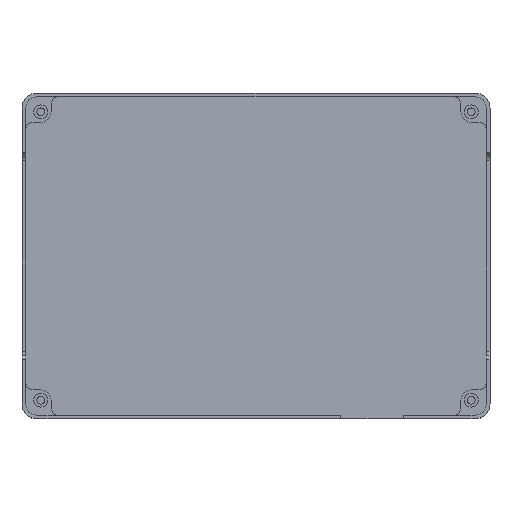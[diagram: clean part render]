
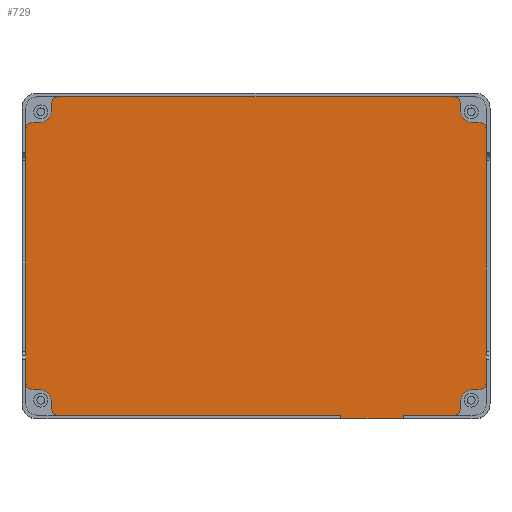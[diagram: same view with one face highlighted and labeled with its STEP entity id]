
A CAD part, top view. The second image highlights one B-rep face of the part: STEP entity #729.
In plain terms, the highlighted planar face has unit normal (0, 0, 1).
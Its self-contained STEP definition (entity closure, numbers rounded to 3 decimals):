
#64 = VERTEX_POINT('',#65);
#65 = CARTESIAN_POINT('',(-61.5,-33.75,0.));
#71 = EDGE_CURVE('',#72,#64,#74,.T.);
#72 = VERTEX_POINT('',#73);
#73 = CARTESIAN_POINT('',(-61.5,33.75,0.));
#74 = LINE('',#75,#76);
#75 = CARTESIAN_POINT('',(-61.5,39.5,0.));
#76 = VECTOR('',#77,1.);
#77 = DIRECTION('',(0.,-1.,0.));
#683 = EDGE_CURVE('',#64,#684,#686,.T.);
#684 = VERTEX_POINT('',#685);
#685 = CARTESIAN_POINT('',(-59.5,-35.75,0.));
#686 = CIRCLE('',#687,2.);
#687 = AXIS2_PLACEMENT_3D('',#688,#689,#690);
#688 = CARTESIAN_POINT('',(-59.5,-33.75,0.));
#689 = DIRECTION('',(-0.,0.,1.));
#690 = DIRECTION('',(0.,-1.,0.));
#729 = ADVANCED_FACE('',(#730),#951,.T.);
#730 = FACE_BOUND('',#731,.T.);
#731 = EDGE_LOOP('',(#732,#742,#750,#758,#766,#774,#783,#791,#800,#808,
    #817,#825,#834,#842,#851,#859,#868,#876,#885,#893,#902,#910,#917,
    #918,#919,#927,#936,#944));
#732 = ORIENTED_EDGE('',*,*,#733,.T.);
#733 = EDGE_CURVE('',#734,#736,#738,.T.);
#734 = VERTEX_POINT('',#735);
#735 = CARTESIAN_POINT('',(-52.75,-42.5,0.));
#736 = VERTEX_POINT('',#737);
#737 = CARTESIAN_POINT('',(22.61,-42.5,0.));
#738 = LINE('',#739,#740);
#739 = CARTESIAN_POINT('',(-58.5,-42.5,0.));
#740 = VECTOR('',#741,1.);
#741 = DIRECTION('',(1.,0.,0.));
#742 = ORIENTED_EDGE('',*,*,#743,.F.);
#743 = EDGE_CURVE('',#744,#736,#746,.T.);
#744 = VERTEX_POINT('',#745);
#745 = CARTESIAN_POINT('',(22.61,-43.5,0.));
#746 = LINE('',#747,#748);
#747 = CARTESIAN_POINT('',(22.61,-43.5,0.));
#748 = VECTOR('',#749,1.);
#749 = DIRECTION('',(0.,1.,0.));
#750 = ORIENTED_EDGE('',*,*,#751,.T.);
#751 = EDGE_CURVE('',#744,#752,#754,.T.);
#752 = VERTEX_POINT('',#753);
#753 = CARTESIAN_POINT('',(39.39,-43.5,0.));
#754 = LINE('',#755,#756);
#755 = CARTESIAN_POINT('',(22.61,-43.5,0.));
#756 = VECTOR('',#757,1.);
#757 = DIRECTION('',(1.,0.,0.));
#758 = ORIENTED_EDGE('',*,*,#759,.T.);
#759 = EDGE_CURVE('',#752,#760,#762,.T.);
#760 = VERTEX_POINT('',#761);
#761 = CARTESIAN_POINT('',(39.39,-42.5,0.));
#762 = LINE('',#763,#764);
#763 = CARTESIAN_POINT('',(39.39,-43.5,0.));
#764 = VECTOR('',#765,1.);
#765 = DIRECTION('',(0.,1.,0.));
#766 = ORIENTED_EDGE('',*,*,#767,.T.);
#767 = EDGE_CURVE('',#760,#768,#770,.T.);
#768 = VERTEX_POINT('',#769);
#769 = CARTESIAN_POINT('',(52.75,-42.5,0.));
#770 = LINE('',#771,#772);
#771 = CARTESIAN_POINT('',(-58.5,-42.5,0.));
#772 = VECTOR('',#773,1.);
#773 = DIRECTION('',(1.,0.,0.));
#774 = ORIENTED_EDGE('',*,*,#775,.T.);
#775 = EDGE_CURVE('',#768,#776,#778,.T.);
#776 = VERTEX_POINT('',#777);
#777 = CARTESIAN_POINT('',(54.75,-40.5,0.));
#778 = CIRCLE('',#779,2.);
#779 = AXIS2_PLACEMENT_3D('',#780,#781,#782);
#780 = CARTESIAN_POINT('',(52.75,-40.5,0.));
#781 = DIRECTION('',(-0.,0.,1.));
#782 = DIRECTION('',(0.,-1.,0.));
#783 = ORIENTED_EDGE('',*,*,#784,.F.);
#784 = EDGE_CURVE('',#785,#776,#787,.T.);
#785 = VERTEX_POINT('',#786);
#786 = CARTESIAN_POINT('',(54.75,-38.5,0.));
#787 = LINE('',#788,#789);
#788 = CARTESIAN_POINT('',(54.75,-38.5,0.));
#789 = VECTOR('',#790,1.);
#790 = DIRECTION('',(0.,-1.,0.));
#791 = ORIENTED_EDGE('',*,*,#792,.F.);
#792 = EDGE_CURVE('',#793,#785,#795,.T.);
#793 = VERTEX_POINT('',#794);
#794 = CARTESIAN_POINT('',(57.5,-35.75,0.));
#795 = CIRCLE('',#796,2.75);
#796 = AXIS2_PLACEMENT_3D('',#797,#798,#799);
#797 = CARTESIAN_POINT('',(57.5,-38.5,0.));
#798 = DIRECTION('',(0.,0.,1.));
#799 = DIRECTION('',(1.,0.,0.));
#800 = ORIENTED_EDGE('',*,*,#801,.T.);
#801 = EDGE_CURVE('',#793,#802,#804,.T.);
#802 = VERTEX_POINT('',#803);
#803 = CARTESIAN_POINT('',(59.5,-35.75,0.));
#804 = LINE('',#805,#806);
#805 = CARTESIAN_POINT('',(57.5,-35.75,0.));
#806 = VECTOR('',#807,1.);
#807 = DIRECTION('',(1.,0.,0.));
#808 = ORIENTED_EDGE('',*,*,#809,.F.);
#809 = EDGE_CURVE('',#810,#802,#812,.T.);
#810 = VERTEX_POINT('',#811);
#811 = CARTESIAN_POINT('',(61.5,-33.75,0.));
#812 = CIRCLE('',#813,2.);
#813 = AXIS2_PLACEMENT_3D('',#814,#815,#816);
#814 = CARTESIAN_POINT('',(59.5,-33.75,0.));
#815 = DIRECTION('',(-0.,-0.,-1.));
#816 = DIRECTION('',(0.,-1.,0.));
#817 = ORIENTED_EDGE('',*,*,#818,.T.);
#818 = EDGE_CURVE('',#810,#819,#821,.T.);
#819 = VERTEX_POINT('',#820);
#820 = CARTESIAN_POINT('',(61.5,33.75,0.));
#821 = LINE('',#822,#823);
#822 = CARTESIAN_POINT('',(61.5,-39.5,0.));
#823 = VECTOR('',#824,1.);
#824 = DIRECTION('',(0.,1.,0.));
#825 = ORIENTED_EDGE('',*,*,#826,.T.);
#826 = EDGE_CURVE('',#819,#827,#829,.T.);
#827 = VERTEX_POINT('',#828);
#828 = CARTESIAN_POINT('',(59.5,35.75,0.));
#829 = CIRCLE('',#830,2.);
#830 = AXIS2_PLACEMENT_3D('',#831,#832,#833);
#831 = CARTESIAN_POINT('',(59.5,33.75,0.));
#832 = DIRECTION('',(-0.,0.,1.));
#833 = DIRECTION('',(0.,-1.,0.));
#834 = ORIENTED_EDGE('',*,*,#835,.F.);
#835 = EDGE_CURVE('',#836,#827,#838,.T.);
#836 = VERTEX_POINT('',#837);
#837 = CARTESIAN_POINT('',(57.5,35.75,0.));
#838 = LINE('',#839,#840);
#839 = CARTESIAN_POINT('',(57.5,35.75,0.));
#840 = VECTOR('',#841,1.);
#841 = DIRECTION('',(1.,0.,0.));
#842 = ORIENTED_EDGE('',*,*,#843,.F.);
#843 = EDGE_CURVE('',#844,#836,#846,.T.);
#844 = VERTEX_POINT('',#845);
#845 = CARTESIAN_POINT('',(54.75,38.5,0.));
#846 = CIRCLE('',#847,2.75);
#847 = AXIS2_PLACEMENT_3D('',#848,#849,#850);
#848 = CARTESIAN_POINT('',(57.5,38.5,0.));
#849 = DIRECTION('',(0.,0.,1.));
#850 = DIRECTION('',(1.,0.,0.));
#851 = ORIENTED_EDGE('',*,*,#852,.F.);
#852 = EDGE_CURVE('',#853,#844,#855,.T.);
#853 = VERTEX_POINT('',#854);
#854 = CARTESIAN_POINT('',(54.75,40.5,0.));
#855 = LINE('',#856,#857);
#856 = CARTESIAN_POINT('',(54.75,42.5,0.));
#857 = VECTOR('',#858,1.);
#858 = DIRECTION('',(0.,-1.,0.));
#859 = ORIENTED_EDGE('',*,*,#860,.F.);
#860 = EDGE_CURVE('',#861,#853,#863,.T.);
#861 = VERTEX_POINT('',#862);
#862 = CARTESIAN_POINT('',(52.75,42.5,0.));
#863 = CIRCLE('',#864,2.);
#864 = AXIS2_PLACEMENT_3D('',#865,#866,#867);
#865 = CARTESIAN_POINT('',(52.75,40.5,0.));
#866 = DIRECTION('',(-0.,-0.,-1.));
#867 = DIRECTION('',(0.,-1.,0.));
#868 = ORIENTED_EDGE('',*,*,#869,.T.);
#869 = EDGE_CURVE('',#861,#870,#872,.T.);
#870 = VERTEX_POINT('',#871);
#871 = CARTESIAN_POINT('',(-52.75,42.5,0.));
#872 = LINE('',#873,#874);
#873 = CARTESIAN_POINT('',(58.5,42.5,0.));
#874 = VECTOR('',#875,1.);
#875 = DIRECTION('',(-1.,0.,0.));
#876 = ORIENTED_EDGE('',*,*,#877,.T.);
#877 = EDGE_CURVE('',#870,#878,#880,.T.);
#878 = VERTEX_POINT('',#879);
#879 = CARTESIAN_POINT('',(-54.75,40.5,0.));
#880 = CIRCLE('',#881,2.);
#881 = AXIS2_PLACEMENT_3D('',#882,#883,#884);
#882 = CARTESIAN_POINT('',(-52.75,40.5,0.));
#883 = DIRECTION('',(-0.,0.,1.));
#884 = DIRECTION('',(0.,-1.,0.));
#885 = ORIENTED_EDGE('',*,*,#886,.T.);
#886 = EDGE_CURVE('',#878,#887,#889,.T.);
#887 = VERTEX_POINT('',#888);
#888 = CARTESIAN_POINT('',(-54.75,38.5,0.));
#889 = LINE('',#890,#891);
#890 = CARTESIAN_POINT('',(-54.75,42.5,0.));
#891 = VECTOR('',#892,1.);
#892 = DIRECTION('',(0.,-1.,0.));
#893 = ORIENTED_EDGE('',*,*,#894,.F.);
#894 = EDGE_CURVE('',#895,#887,#897,.T.);
#895 = VERTEX_POINT('',#896);
#896 = CARTESIAN_POINT('',(-57.5,35.75,0.));
#897 = CIRCLE('',#898,2.75);
#898 = AXIS2_PLACEMENT_3D('',#899,#900,#901);
#899 = CARTESIAN_POINT('',(-57.5,38.5,0.));
#900 = DIRECTION('',(0.,0.,1.));
#901 = DIRECTION('',(1.,0.,0.));
#902 = ORIENTED_EDGE('',*,*,#903,.F.);
#903 = EDGE_CURVE('',#904,#895,#906,.T.);
#904 = VERTEX_POINT('',#905);
#905 = CARTESIAN_POINT('',(-59.5,35.75,0.));
#906 = LINE('',#907,#908);
#907 = CARTESIAN_POINT('',(-61.5,35.75,0.));
#908 = VECTOR('',#909,1.);
#909 = DIRECTION('',(1.,0.,0.));
#910 = ORIENTED_EDGE('',*,*,#911,.F.);
#911 = EDGE_CURVE('',#72,#904,#912,.T.);
#912 = CIRCLE('',#913,2.);
#913 = AXIS2_PLACEMENT_3D('',#914,#915,#916);
#914 = CARTESIAN_POINT('',(-59.5,33.75,0.));
#915 = DIRECTION('',(-0.,-0.,-1.));
#916 = DIRECTION('',(0.,-1.,0.));
#917 = ORIENTED_EDGE('',*,*,#71,.T.);
#918 = ORIENTED_EDGE('',*,*,#683,.T.);
#919 = ORIENTED_EDGE('',*,*,#920,.T.);
#920 = EDGE_CURVE('',#684,#921,#923,.T.);
#921 = VERTEX_POINT('',#922);
#922 = CARTESIAN_POINT('',(-57.5,-35.75,0.));
#923 = LINE('',#924,#925);
#924 = CARTESIAN_POINT('',(-61.5,-35.75,0.));
#925 = VECTOR('',#926,1.);
#926 = DIRECTION('',(1.,0.,0.));
#927 = ORIENTED_EDGE('',*,*,#928,.F.);
#928 = EDGE_CURVE('',#929,#921,#931,.T.);
#929 = VERTEX_POINT('',#930);
#930 = CARTESIAN_POINT('',(-54.75,-38.5,0.));
#931 = CIRCLE('',#932,2.75);
#932 = AXIS2_PLACEMENT_3D('',#933,#934,#935);
#933 = CARTESIAN_POINT('',(-57.5,-38.5,0.));
#934 = DIRECTION('',(0.,0.,1.));
#935 = DIRECTION('',(1.,0.,0.));
#936 = ORIENTED_EDGE('',*,*,#937,.T.);
#937 = EDGE_CURVE('',#929,#938,#940,.T.);
#938 = VERTEX_POINT('',#939);
#939 = CARTESIAN_POINT('',(-54.75,-40.5,0.));
#940 = LINE('',#941,#942);
#941 = CARTESIAN_POINT('',(-54.75,-38.5,0.));
#942 = VECTOR('',#943,1.);
#943 = DIRECTION('',(0.,-1.,0.));
#944 = ORIENTED_EDGE('',*,*,#945,.F.);
#945 = EDGE_CURVE('',#734,#938,#946,.T.);
#946 = CIRCLE('',#947,2.);
#947 = AXIS2_PLACEMENT_3D('',#948,#949,#950);
#948 = CARTESIAN_POINT('',(-52.75,-40.5,0.));
#949 = DIRECTION('',(-0.,-0.,-1.));
#950 = DIRECTION('',(0.,-1.,0.));
#951 = PLANE('',#952);
#952 = AXIS2_PLACEMENT_3D('',#953,#954,#955);
#953 = CARTESIAN_POINT('',(0.15,-0.249,0.));
#954 = DIRECTION('',(0.,0.,1.));
#955 = DIRECTION('',(1.,0.,0.));
